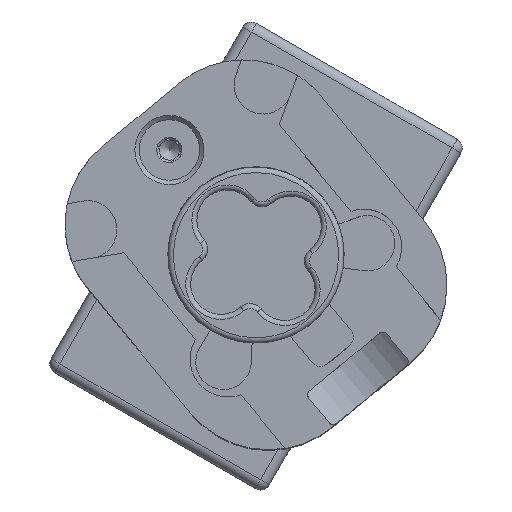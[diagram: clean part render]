
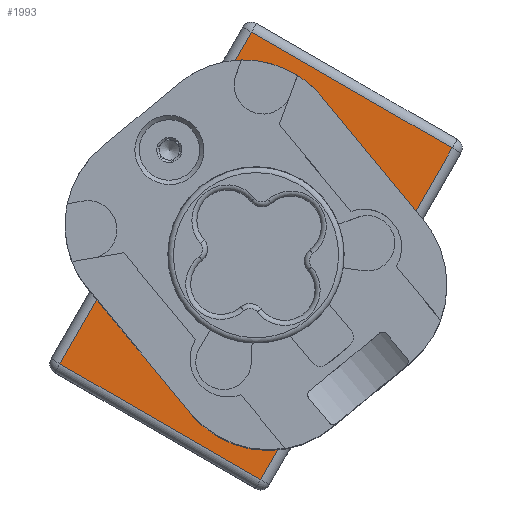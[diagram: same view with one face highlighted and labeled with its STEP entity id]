
A CAD part, top view. The second image highlights one B-rep face of the part: STEP entity #1993.
In plain terms, the highlighted planar face has unit normal (0, 0, 1).
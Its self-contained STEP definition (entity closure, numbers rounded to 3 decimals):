
#1333=LINE('',#6943,#1597);
#1334=LINE('',#6946,#1598);
#1335=LINE('',#6948,#1599);
#1336=LINE('',#6950,#1600);
#1337=LINE('',#6952,#1601);
#1338=LINE('',#6954,#1602);
#1339=LINE('',#6955,#1603);
#1340=LINE('',#6958,#1604);
#1341=LINE('',#6960,#1605);
#1342=LINE('',#6962,#1606);
#1597=VECTOR('',#5720,1.);
#1598=VECTOR('',#5721,1.);
#1599=VECTOR('',#5722,1.);
#1600=VECTOR('',#5723,1.);
#1601=VECTOR('',#5724,1.);
#1602=VECTOR('',#5725,1.);
#1603=VECTOR('',#5726,1.);
#1604=VECTOR('',#5727,1.);
#1605=VECTOR('',#5728,1.);
#1606=VECTOR('',#5729,1.);
#1834=PLANE('',#4890);
#1993=ADVANCED_FACE('',(#2244,#2245),#1834,.T.);
#2244=FACE_BOUND('',#2482,.T.);
#2245=FACE_BOUND('',#2483,.T.);
#2482=EDGE_LOOP('',(#3170,#3171,#3172,#3173,#3174,#3175));
#2483=EDGE_LOOP('',(#3176,#3177,#3178,#3179));
#3170=ORIENTED_EDGE('',*,*,#4241,.F.);
#3171=ORIENTED_EDGE('',*,*,#4242,.F.);
#3172=ORIENTED_EDGE('',*,*,#4243,.F.);
#3173=ORIENTED_EDGE('',*,*,#4244,.F.);
#3174=ORIENTED_EDGE('',*,*,#4245,.F.);
#3175=ORIENTED_EDGE('',*,*,#4246,.F.);
#3176=ORIENTED_EDGE('',*,*,#4247,.T.);
#3177=ORIENTED_EDGE('',*,*,#4248,.T.);
#3178=ORIENTED_EDGE('',*,*,#4249,.T.);
#3179=ORIENTED_EDGE('',*,*,#4250,.T.);
#3820=VERTEX_POINT('',#6944);
#3821=VERTEX_POINT('',#6945);
#3822=VERTEX_POINT('',#6947);
#3823=VERTEX_POINT('',#6949);
#3824=VERTEX_POINT('',#6951);
#3825=VERTEX_POINT('',#6953);
#3826=VERTEX_POINT('',#6956);
#3827=VERTEX_POINT('',#6957);
#3828=VERTEX_POINT('',#6959);
#3829=VERTEX_POINT('',#6961);
#4241=EDGE_CURVE('',#3820,#3821,#1333,.T.);
#4242=EDGE_CURVE('',#3822,#3820,#1334,.T.);
#4243=EDGE_CURVE('',#3823,#3822,#1335,.T.);
#4244=EDGE_CURVE('',#3824,#3823,#1336,.T.);
#4245=EDGE_CURVE('',#3825,#3824,#1337,.T.);
#4246=EDGE_CURVE('',#3821,#3825,#1338,.T.);
#4247=EDGE_CURVE('',#3826,#3827,#1339,.T.);
#4248=EDGE_CURVE('',#3827,#3828,#1340,.T.);
#4249=EDGE_CURVE('',#3828,#3829,#1341,.T.);
#4250=EDGE_CURVE('',#3829,#3826,#1342,.T.);
#4890=AXIS2_PLACEMENT_3D('',#6963,#5730,#5731);
#5720=DIRECTION('',(0.5,-0.866,0.));
#5721=DIRECTION('',(-0.5,-0.866,0.));
#5722=DIRECTION('',(-1.,0.,0.));
#5723=DIRECTION('',(-0.5,0.866,0.));
#5724=DIRECTION('',(0.5,0.866,0.));
#5725=DIRECTION('',(1.,0.,0.));
#5726=DIRECTION('',(-1.,0.,0.));
#5727=DIRECTION('',(0.,-1.,0.));
#5728=DIRECTION('',(1.,0.,0.));
#5729=DIRECTION('',(0.,1.,0.));
#5730=DIRECTION('',(0.,0.,1.));
#5731=DIRECTION('',(-1.,0.,0.));
#6943=CARTESIAN_POINT('',(25.566,25.,25.));
#6944=CARTESIAN_POINT('',(25.566,25.,25.));
#6945=CARTESIAN_POINT('',(32.783,12.5,25.));
#6946=CARTESIAN_POINT('',(32.783,37.5,25.));
#6947=CARTESIAN_POINT('',(32.783,37.5,25.));
#6948=CARTESIAN_POINT('',(47.217,37.5,25.));
#6949=CARTESIAN_POINT('',(47.217,37.5,25.));
#6950=CARTESIAN_POINT('',(54.434,25.,25.));
#6951=CARTESIAN_POINT('',(54.434,25.,25.));
#6952=CARTESIAN_POINT('',(47.217,12.5,25.));
#6953=CARTESIAN_POINT('',(47.217,12.5,25.));
#6954=CARTESIAN_POINT('',(32.783,12.5,25.));
#6955=CARTESIAN_POINT('',(0.,48.,25.));
#6956=CARTESIAN_POINT('',(78.,48.,25.));
#6957=CARTESIAN_POINT('',(2.,48.,25.));
#6958=CARTESIAN_POINT('',(2.,0.,25.));
#6959=CARTESIAN_POINT('',(2.,2.,25.));
#6960=CARTESIAN_POINT('',(80.,2.,25.));
#6961=CARTESIAN_POINT('',(78.,2.,25.));
#6962=CARTESIAN_POINT('',(78.,50.,25.));
#6963=CARTESIAN_POINT('',(0.,0.,25.));
